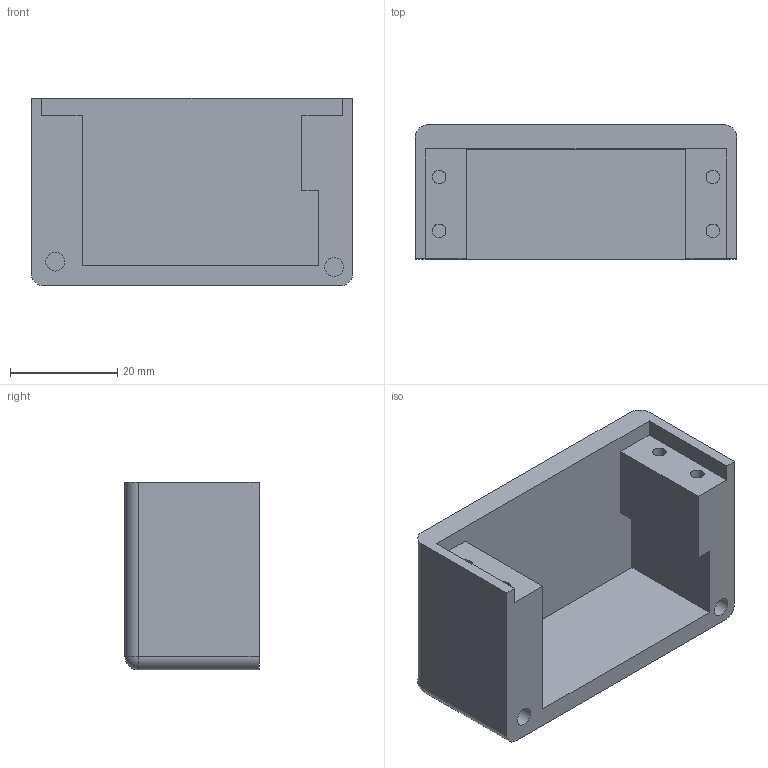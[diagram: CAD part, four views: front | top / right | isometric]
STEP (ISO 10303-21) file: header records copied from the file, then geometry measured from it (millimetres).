
FILE_DESCRIPTION(/* description */ (''),/* implementation_level */ '2;1');
FILE_NAME(/* name */ 'Delantera.step',/* time_stamp */ '2022-01-25T22:21:15-05:00',/* author */ (''),/* organization */ (''),/* preprocessor_version */ 'ST-DEVELOPER v18.1',/* originating_system */ 'Autodesk Translation Framework v10.13.0.1454',/* authorisation */ '');
FILE_SCHEMA (('AUTOMOTIVE_DESIGN { 1 0 10303 214 3 1 1 }'));
Length unit declared in the file: millimetre
Products named in the file (1): Delantera
Bounding box: 60 x 25 x 35 mm (x, y, z)
Volume: 23504 mm3; surface area: 10876.7 mm2
Topology: 1 solids, 1 shells, 44 faces, 99 edges, 64 vertices
Faces by surface type: plane 27, cylinder 15, sphere 2
Full cylindrical faces by diameter (mm): 2.5 x4, 3.5 x2
Entity records: 1258 total; most frequent: DIRECTION 219, CARTESIAN_POINT 208, ORIENTED_EDGE 198, EDGE_CURVE 99, AXIS2_PLACEMENT_3D 75, LINE 69, VECTOR 69, VERTEX_POINT 64
